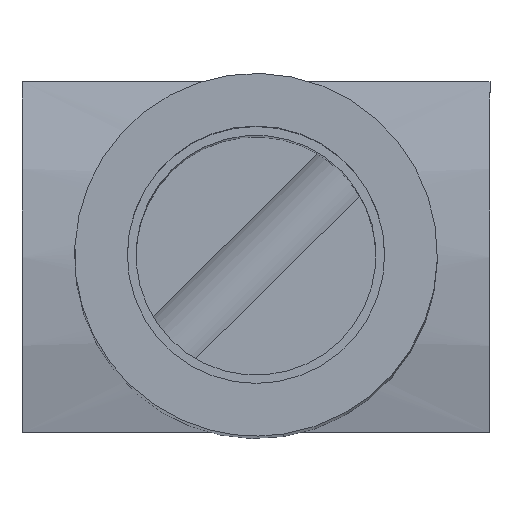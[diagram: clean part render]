
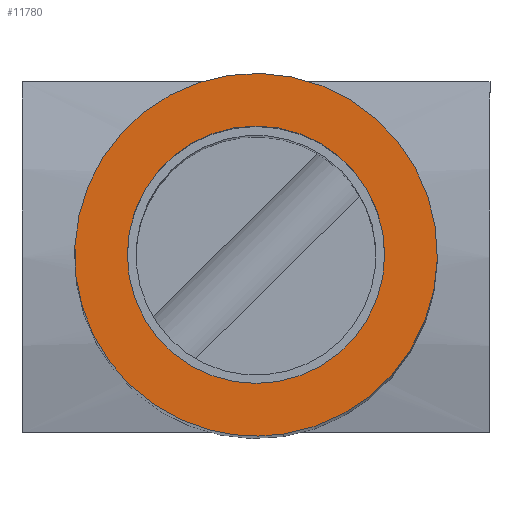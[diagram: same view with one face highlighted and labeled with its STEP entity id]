
A CAD part, top view. The second image highlights one B-rep face of the part: STEP entity #11780.
In plain terms, the highlighted face is planar.
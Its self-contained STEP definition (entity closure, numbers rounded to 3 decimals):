
#11180=CARTESIAN_POINT('',(31.745,118.096,
-3.065));
#11190=VERTEX_POINT('',#11180);
#11270=CARTESIAN_POINT('',(32.679,118.096,
3.065));
#11280=VERTEX_POINT('',#11270);
#11310=CARTESIAN_POINT('',(32.212,118.096,
0.));
#11320=DIRECTION('',(0.,-1.,0.));
#11330=DIRECTION('',(0.151,0.,
0.989));
#11340=AXIS2_PLACEMENT_3D('',#11310,#11320,#11330);
#11350=CIRCLE('',#11340,3.1);
#11360=CARTESIAN_POINT('',(32.993,118.096,
-3.));
#11370=VERTEX_POINT('',#11360);
#11380=EDGE_CURVE('',#11370,#11280,#11350,.T.);
#11400=EDGE_CURVE('',#11190,#11370,#11350,.T.);
#11520=CARTESIAN_POINT('',(35.023,118.096,
-0.428));
#11530=DIRECTION('',(0.,-1.,0.));
#11540=DIRECTION('',(0.151,0.,
0.989));
#11550=AXIS2_PLACEMENT_3D('',#11520,#11530,#11540);
#11560=PLANE('',#11550);
#11570=CARTESIAN_POINT('',(32.212,118.096,
0.));
#11580=DIRECTION('',(0.,1.,0.));
#11590=DIRECTION('',(1.,0.,0.));
#11600=AXIS2_PLACEMENT_3D('',#11570,#11580,#11590);
#11610=CIRCLE('',#11600,2.2);
#11620=CARTESIAN_POINT('',(34.412,118.096,
0.));
#11630=VERTEX_POINT('',#11620);
#11640=CARTESIAN_POINT('',(30.012,118.096,
0.));
#11650=VERTEX_POINT('',#11640);
#11660=EDGE_CURVE('',#11630,#11650,#11610,.T.);
#11670=ORIENTED_EDGE('',*,*,#11660,.F.);
#11680=EDGE_CURVE('',#11650,#11630,#11610,.T.);
#11690=ORIENTED_EDGE('',*,*,#11680,.F.);
#11700=EDGE_LOOP('',(#11690,#11670));
#11710=FACE_BOUND('',#11700,.T.);
#11720=ORIENTED_EDGE('',*,*,#11380,.F.);
#11730=EDGE_CURVE('',#11280,#11190,#11350,.T.);
#11740=ORIENTED_EDGE('',*,*,#11730,.F.);
#11750=ORIENTED_EDGE('',*,*,#11400,.F.);
#11760=EDGE_LOOP('',(#11750,#11740,#11720));
#11770=FACE_OUTER_BOUND('',#11760,.T.);
#11780=ADVANCED_FACE('',(#11710,#11770),#11560,.F.);
